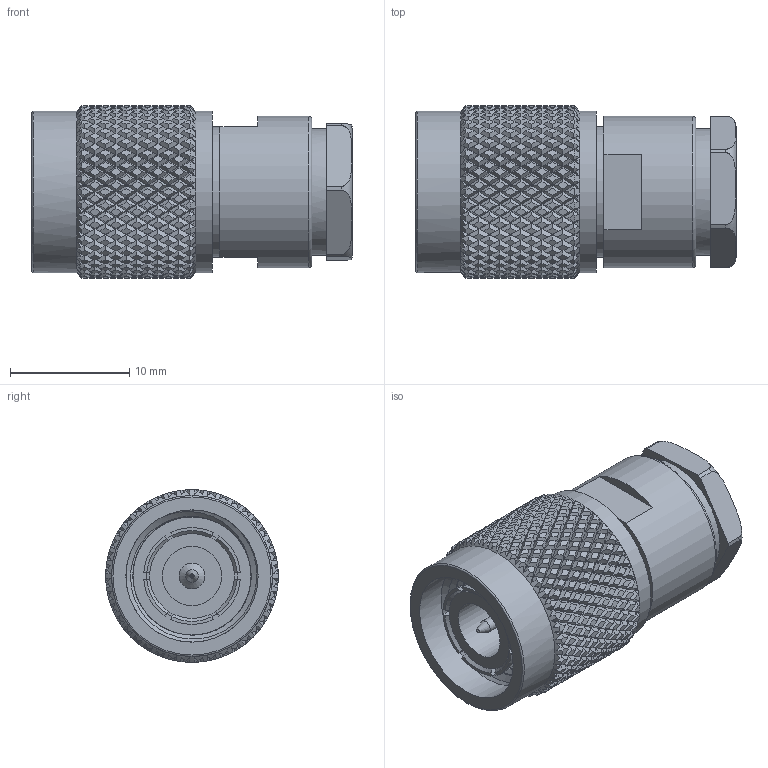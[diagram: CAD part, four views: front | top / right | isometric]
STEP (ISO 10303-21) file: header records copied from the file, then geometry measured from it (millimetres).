
FILE_DESCRIPTION (( 'STEP AP203' ), '1' );
FILE_NAME ('PE4067_3D.step', '2020-12-22T18:38:46', ( '' ), ( '' ), 'SwSTEP 2.0', 'SolidWorks 2018', '' );
FILE_SCHEMA (( 'CONFIG_CONTROL_DESIGN' ));
Products named in the file (1): PE4067_3D
Bounding box: 26.88 x 14.5 x 14.5 mm (x, y, z)
Volume: 2983.7 mm3; surface area: 2795 mm2
Topology: 1 solids, 1 shells, 2482 faces, 5191 edges, 2720 vertices
Faces by surface type: bspline 1929, cylinder 480, plane 49, cone 19, torus 5
Full cylindrical faces by diameter (mm): 1.067 x1, 2.169 x1, 4.235 x1, 4.953 x1, 7.62 x1, 10.673 x1, 11 x1, 11.112 x9, 12.7 x1, 13.538 x2
Entity records: 111898 total; most frequent: CARTESIAN_POINT 80965, ORIENTED_EDGE 10260, EDGE_CURVE 5130, VERTEX_POINT 2689, EDGE_LOOP 2501, FACE_OUTER_BOUND 2488, ADVANCED_FACE 2472, B_SPLINE_CURVE_WITH_KNOTS 2126
